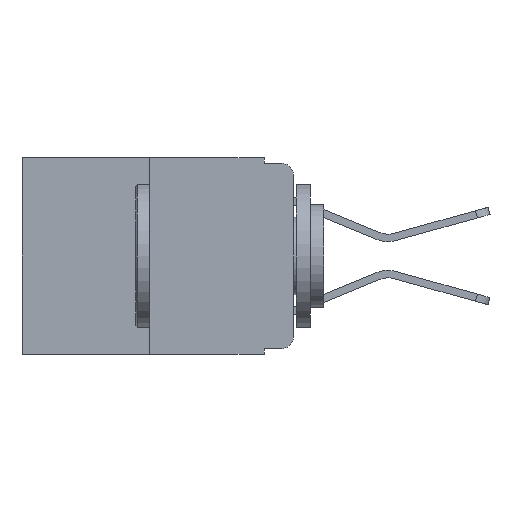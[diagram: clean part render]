
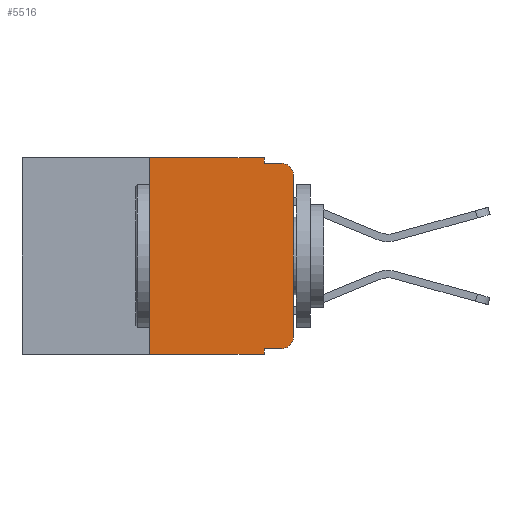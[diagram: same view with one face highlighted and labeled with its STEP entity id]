
A CAD part, left-side view. The second image highlights one B-rep face of the part: STEP entity #5516.
In plain terms, the highlighted planar face has unit normal (-1, 0, 0).
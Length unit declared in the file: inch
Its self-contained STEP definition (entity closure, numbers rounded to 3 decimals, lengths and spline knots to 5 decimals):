
#235 = CARTESIAN_POINT ( 'NONE',  ( 0., 0.051, -0.343 ) ) ;
#682 = DIRECTION ( 'NONE',  ( -1., 0., 0. ) ) ;
#845 = EDGE_CURVE ( 'NONE', #2959, #12246, #3946, .T. ) ;
#965 = LINE ( 'NONE', #5392, #9658 ) ;
#1195 = CARTESIAN_POINT ( 'NONE',  ( 0., 0.473, 0. ) ) ;
#1475 = VERTEX_POINT ( 'NONE', #11807 ) ;
#2262 = DIRECTION ( 'NONE',  ( -1., 0., 0. ) ) ;
#2404 = EDGE_CURVE ( 'NONE', #1475, #13238, #8355, .T. ) ;
#2605 = EDGE_CURVE ( 'NONE', #1475, #12246, #965, .T. ) ;
#2828 = LINE ( 'NONE', #11491, #5421 ) ;
#2959 = VERTEX_POINT ( 'NONE', #3566 ) ;
#3184 = EDGE_CURVE ( 'NONE', #11433, #10799, #12396, .T. ) ;
#3392 = DIRECTION ( 'NONE',  ( 0., -1., 0. ) ) ;
#3566 = CARTESIAN_POINT ( 'NONE',  ( 0., 0.051, -0.333 ) ) ;
#3600 = VERTEX_POINT ( 'NONE', #9859 ) ;
#3622 = ORIENTED_EDGE ( 'NONE', *, *, #2605, .T. ) ;
#3946 = LINE ( 'NONE', #4808, #11869 ) ;
#3962 = CARTESIAN_POINT ( 'NONE',  ( 0., 0., -0.313 ) ) ;
#4001 = ORIENTED_EDGE ( 'NONE', *, *, #13156, .T. ) ;
#4362 = AXIS2_PLACEMENT_3D ( 'NONE', #7309, #682, #8350 ) ;
#4694 = CARTESIAN_POINT ( 'NONE',  ( 0., 0.473, 0. ) ) ;
#4808 = CARTESIAN_POINT ( 'NONE',  ( 0., 0.051, 0. ) ) ;
#5136 = FACE_OUTER_BOUND ( 'NONE', #5169, .T. ) ;
#5169 = EDGE_LOOP ( 'NONE', ( #13286, #5498, #8287, #13576, #11320, #11621, #3622, #9270, #4001, #6823 ) ) ;
#5392 = CARTESIAN_POINT ( 'NONE',  ( 0., 0.473, -0.343 ) ) ;
#5403 = EDGE_CURVE ( 'NONE', #10799, #10954, #11607, .T. ) ;
#5421 = VECTOR ( 'NONE', #12459, 39.37008 ) ;
#5498 = ORIENTED_EDGE ( 'NONE', *, *, #6104, .T. ) ;
#5516 = ADVANCED_FACE ( 'NONE', ( #5136 ), #11864, .F. ) ;
#5735 = DIRECTION ( 'NONE',  ( 1., 0., 0. ) ) ;
#5754 = DIRECTION ( 'NONE',  ( 0., 0., -1. ) ) ;
#6104 = EDGE_CURVE ( 'NONE', #7124, #10954, #8076, .T. ) ;
#6213 = EDGE_CURVE ( 'NONE', #13238, #11433, #9543, .T. ) ;
#6428 = VECTOR ( 'NONE', #11891, 39.37008 ) ;
#6612 = AXIS2_PLACEMENT_3D ( 'NONE', #8740, #2262, #9778 ) ;
#6811 = EDGE_CURVE ( 'NONE', #8536, #7124, #2828, .T. ) ;
#6823 = ORIENTED_EDGE ( 'NONE', *, *, #12497, .T. ) ;
#7124 = VERTEX_POINT ( 'NONE', #9915 ) ;
#7309 = CARTESIAN_POINT ( 'NONE',  ( 0., 0.02, -0.313 ) ) ;
#7417 = DIRECTION ( 'NONE',  ( 0., -1., 0. ) ) ;
#7505 = DIRECTION ( 'NONE',  ( 0., 0., 1. ) ) ;
#7721 = LINE ( 'NONE', #8249, #10480 ) ;
#7907 = DIRECTION ( 'NONE',  ( 0., 0., -1. ) ) ;
#8038 = VECTOR ( 'NONE', #7505, 39.37008 ) ;
#8076 = CIRCLE ( 'NONE', #6612, 0.02 ) ;
#8249 = CARTESIAN_POINT ( 'NONE',  ( 0., 0.051, -0.333 ) ) ;
#8287 = ORIENTED_EDGE ( 'NONE', *, *, #5403, .F. ) ;
#8350 = DIRECTION ( 'NONE',  ( 0., 0., -1. ) ) ;
#8355 = LINE ( 'NONE', #10535, #8038 ) ;
#8536 = VERTEX_POINT ( 'NONE', #3962 ) ;
#8740 = CARTESIAN_POINT ( 'NONE',  ( 0., 0.02, -0.03 ) ) ;
#8924 = VECTOR ( 'NONE', #3392, 39.37008 ) ;
#9270 = ORIENTED_EDGE ( 'NONE', *, *, #845, .F. ) ;
#9543 = LINE ( 'NONE', #4694, #6428 ) ;
#9658 = VECTOR ( 'NONE', #7417, 39.37008 ) ;
#9749 = CARTESIAN_POINT ( 'NONE',  ( 0., 0.051, -0.01 ) ) ;
#9778 = DIRECTION ( 'NONE',  ( 0., 0., -1. ) ) ;
#9859 = CARTESIAN_POINT ( 'NONE',  ( 0., 0.02, -0.333 ) ) ;
#9915 = CARTESIAN_POINT ( 'NONE',  ( 0., 0., -0.03 ) ) ;
#9961 = VECTOR ( 'NONE', #5754, 39.37008 ) ;
#10191 = CIRCLE ( 'NONE', #4362, 0.02 ) ;
#10359 = CARTESIAN_POINT ( 'NONE',  ( 0., 0.02, -0.01 ) ) ;
#10480 = VECTOR ( 'NONE', #11281, 39.37008 ) ;
#10535 = CARTESIAN_POINT ( 'NONE',  ( 0., 0.25, 0. ) ) ;
#10799 = VERTEX_POINT ( 'NONE', #11887 ) ;
#10954 = VERTEX_POINT ( 'NONE', #10359 ) ;
#11281 = DIRECTION ( 'NONE',  ( 0., -1., 0. ) ) ;
#11320 = ORIENTED_EDGE ( 'NONE', *, *, #6213, .F. ) ;
#11433 = VERTEX_POINT ( 'NONE', #12944 ) ;
#11491 = CARTESIAN_POINT ( 'NONE',  ( 0., 0., 0. ) ) ;
#11607 = LINE ( 'NONE', #9749, #8924 ) ;
#11621 = ORIENTED_EDGE ( 'NONE', *, *, #2404, .F. ) ;
#11807 = CARTESIAN_POINT ( 'NONE',  ( 0., 0.25, -0.343 ) ) ;
#11864 = PLANE ( 'NONE',  #11909 ) ;
#11869 = VECTOR ( 'NONE', #7907, 39.37008 ) ;
#11887 = CARTESIAN_POINT ( 'NONE',  ( 0., 0.051, -0.01 ) ) ;
#11891 = DIRECTION ( 'NONE',  ( 0., -1., 0. ) ) ;
#11909 = AXIS2_PLACEMENT_3D ( 'NONE', #1195, #5735, #12847 ) ;
#12037 = CARTESIAN_POINT ( 'NONE',  ( 0., 0.051, 0. ) ) ;
#12246 = VERTEX_POINT ( 'NONE', #235 ) ;
#12396 = LINE ( 'NONE', #12037, #9961 ) ;
#12459 = DIRECTION ( 'NONE',  ( 0., 0., 1. ) ) ;
#12497 = EDGE_CURVE ( 'NONE', #3600, #8536, #10191, .T. ) ;
#12847 = DIRECTION ( 'NONE',  ( 0., 0., -1. ) ) ;
#12944 = CARTESIAN_POINT ( 'NONE',  ( 0., 0.051, 0. ) ) ;
#13156 = EDGE_CURVE ( 'NONE', #2959, #3600, #7721, .T. ) ;
#13238 = VERTEX_POINT ( 'NONE', #13351 ) ;
#13286 = ORIENTED_EDGE ( 'NONE', *, *, #6811, .T. ) ;
#13351 = CARTESIAN_POINT ( 'NONE',  ( 0., 0.25, 0. ) ) ;
#13576 = ORIENTED_EDGE ( 'NONE', *, *, #3184, .F. ) ;
